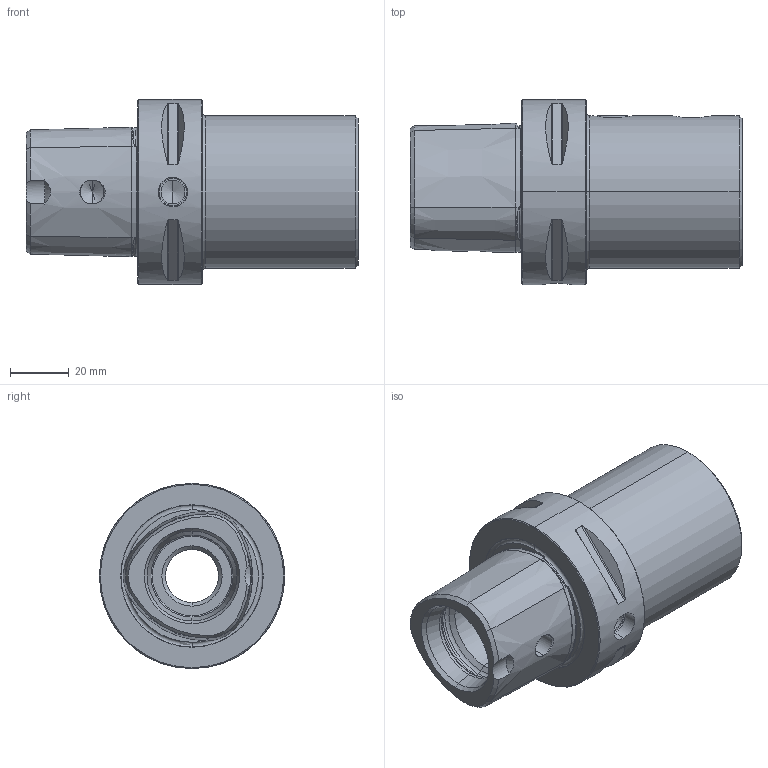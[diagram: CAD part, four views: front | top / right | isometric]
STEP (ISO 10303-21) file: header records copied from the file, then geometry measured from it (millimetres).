
FILE_DESCRIPTION (( 'STEP AP214' ), '1' );
FILE_NAME ('PS6.K32.K01.075.STEP', '2023-06-30T07:26:11', ( '' ), ( '' ), 'SwSTEP 2.0', 'SolidWorks 2017', '' );
FILE_SCHEMA (( 'AUTOMOTIVE_DESIGN' ));
Length unit declared in the file: millimetre
Products named in the file (4): PS6-K32.K01.075_C; PS6.K32.K01.075; K32-ER1.012.012_M12x12; K32-ER2.012.014
Assembly tree (3 placements, depth 2):
  PS6.K32.K01.075
    PS6-K32.K01.075_C
    K32-ER1.012.012_M12x12
    K32-ER2.012.014
Bounding box: 113 x 63 x 63 mm (x, y, z)
Volume: 157980 mm3; surface area: 36073.8 mm2
Topology: 3 solids, 3 shells, 202 faces, 463 edges, 269 vertices
Faces by surface type: cone 71, plane 50, cylinder 45, torus 36
Entity records: 6794 total; most frequent: CARTESIAN_POINT 2038, DIRECTION 984, ORIENTED_EDGE 906, EDGE_CURVE 453, AXIS2_PLACEMENT_3D 411, VERTEX_POINT 269, EDGE_LOOP 222, CIRCLE 203
